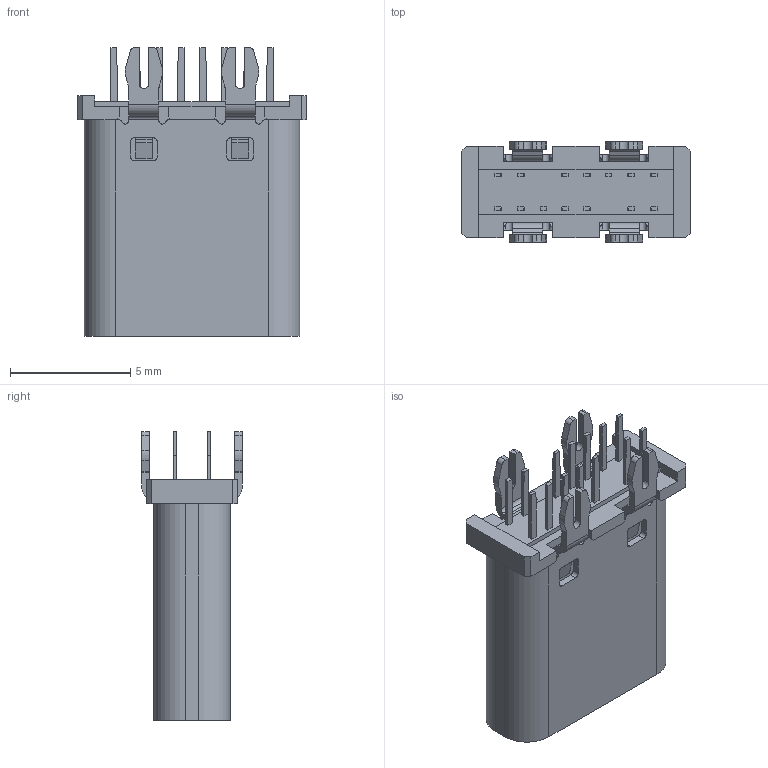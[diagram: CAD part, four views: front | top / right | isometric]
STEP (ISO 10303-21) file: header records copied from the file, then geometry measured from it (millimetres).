
FILE_DESCRIPTION((''),'2;1');
FILE_NAME('TYPE-C_14PH10_0_1_00','2022-08-09T18:44:02',('30336'),(''),'CREO PARAMETRIC BY PTC INC, 2021072','CREO PARAMETRIC BY PTC INC, 2021072','');
FILE_SCHEMA(('CONFIG_CONTROL_DESIGN'));
Length unit declared in the file: millimetre
Products named in the file (1): TYPE-C_14PH10_0_1_00
Bounding box: 9.5 x 4.16 x 12 mm (x, y, z)
Volume: 195 mm3; surface area: 706.4 mm2
Topology: 1 solids, 3 shells, 635 faces, 1818 edges, 1210 vertices
Faces by surface type: plane 443, cylinder 148, extrusion 24, cone 16, torus 4
Entity records: 21025 total; most frequent: CARTESIAN_POINT 4306, ORIENTED_EDGE 3540, DIRECTION 3278, EDGE_CURVE 1818, VECTOR 1426, LINE 1402, VERTEX_POINT 1210, AXIS2_PLACEMENT_3D 926
